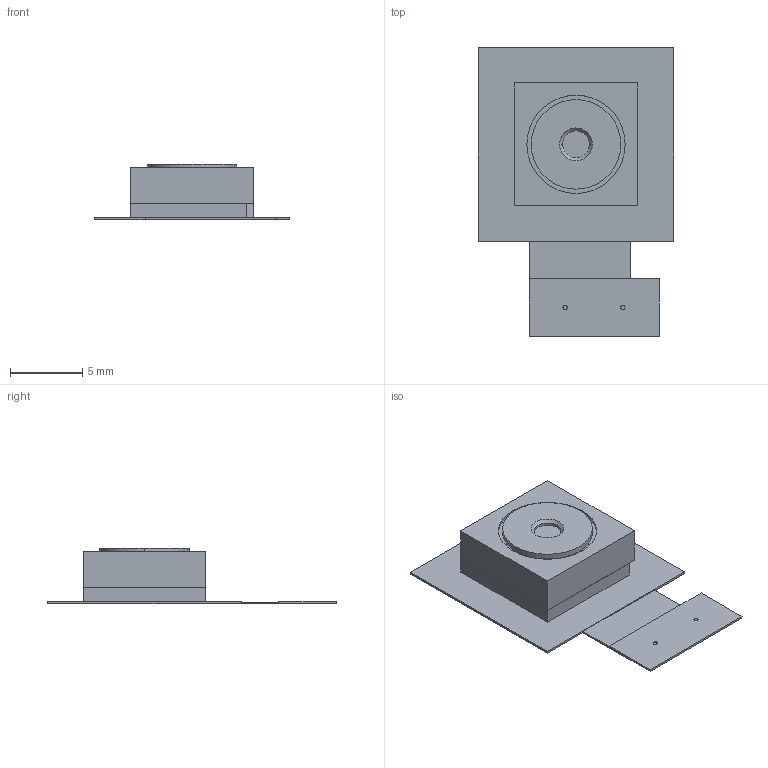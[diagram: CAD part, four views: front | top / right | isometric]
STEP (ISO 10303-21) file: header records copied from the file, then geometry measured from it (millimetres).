
FILE_DESCRIPTION (( 'STEP AP214' ), '1' );
FILE_NAME ('B0182.STEP', '2022-01-07T11:40:18', ( '' ), ( '' ), 'SwSTEP 2.0', 'SolidWorks 2021', '' );
FILE_SCHEMA (( 'AUTOMOTIVE_DESIGN' ));
Length unit declared in the file: millimetre
Products named in the file (1): B0182
Bounding box: 13.5 x 20 x 3.85 mm (x, y, z)
Volume: 285.9 mm3; surface area: 906.4 mm2
Topology: 3 solids, 3 shells, 96 faces, 241 edges, 160 vertices
Faces by surface type: plane 74, cylinder 20, cone 2
Entity records: 3772 total; most frequent: CARTESIAN_POINT 498, ORIENTED_EDGE 482, DIRECTION 477, EDGE_CURVE 241, LINE 199, VECTOR 199, VERTEX_POINT 160, AXIS2_PLACEMENT_3D 139
